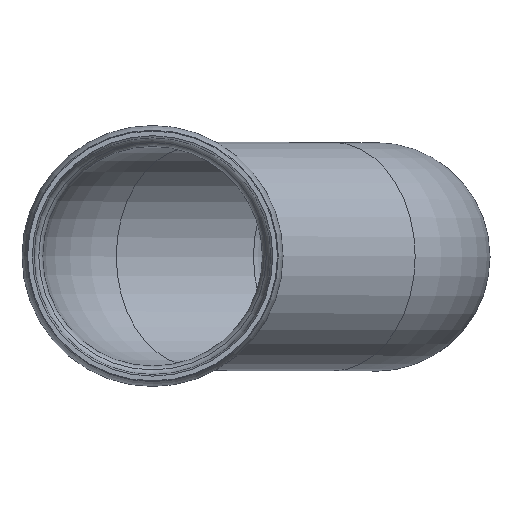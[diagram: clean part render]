
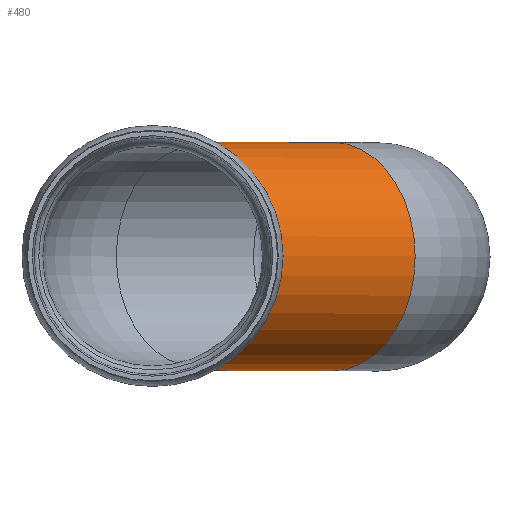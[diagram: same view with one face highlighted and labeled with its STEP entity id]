
A CAD part, top view. The second image highlights one B-rep face of the part: STEP entity #480.
In plain terms, the highlighted cylindrical face has radius 665 mm (diameter 1330 mm), a full revolution.
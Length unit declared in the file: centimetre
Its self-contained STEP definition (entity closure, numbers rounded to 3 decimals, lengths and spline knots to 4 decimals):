
#42=CYLINDRICAL_SURFACE('',#568,66.5);
#70=FACE_OUTER_BOUND('',#101,.T.);
#101=EDGE_LOOP('',(#439,#440,#441,#442,#443));
#115=LINE('',#906,#128);
#128=VECTOR('',#756,66.5);
#184=CIRCLE('',#566,66.5);
#185=CIRCLE('',#567,66.5);
#186=CIRCLE('',#569,66.5);
#230=VERTEX_POINT('',#899);
#231=VERTEX_POINT('',#901);
#232=VERTEX_POINT('',#905);
#300=EDGE_CURVE('',#230,#231,#184,.T.);
#301=EDGE_CURVE('',#231,#230,#185,.T.);
#302=EDGE_CURVE('',#231,#232,#115,.T.);
#303=EDGE_CURVE('',#232,#232,#186,.T.);
#439=ORIENTED_EDGE('',*,*,#301,.F.);
#440=ORIENTED_EDGE('',*,*,#302,.T.);
#441=ORIENTED_EDGE('',*,*,#303,.T.);
#442=ORIENTED_EDGE('',*,*,#302,.F.);
#443=ORIENTED_EDGE('',*,*,#300,.F.);
#480=ADVANCED_FACE('',(#70),#42,.T.);
#566=AXIS2_PLACEMENT_3D('',#902,#750,#751);
#567=AXIS2_PLACEMENT_3D('',#903,#752,#753);
#568=AXIS2_PLACEMENT_3D('',#904,#754,#755);
#569=AXIS2_PLACEMENT_3D('',#907,#757,#758);
#750=DIRECTION('center_axis',(-0.692,0.,0.722));
#751=DIRECTION('ref_axis',(0.722,0.,0.692));
#752=DIRECTION('center_axis',(-0.692,0.,0.722));
#753=DIRECTION('ref_axis',(0.722,0.,0.692));
#754=DIRECTION('center_axis',(-0.692,0.,0.722));
#755=DIRECTION('ref_axis',(0.722,0.,0.692));
#756=DIRECTION('',(0.692,0.,-0.722));
#757=DIRECTION('center_axis',(-0.692,0.,0.722));
#758=DIRECTION('ref_axis',(0.722,0.,0.692));
#899=CARTESIAN_POINT('',(-56.9558,0.,285.4842));
#901=CARTESIAN_POINT('',(-152.9185,0.,193.3963));
#902=CARTESIAN_POINT('Origin',(-104.9371,0.,239.4402));
#903=CARTESIAN_POINT('Origin',(-104.9371,0.,239.4402));
#904=CARTESIAN_POINT('Origin',(-25.0629,0.,156.2051));
#905=CARTESIAN_POINT('',(-73.0442,0.,110.1612));
#906=CARTESIAN_POINT('',(-73.0442,0.,110.1612));
#907=CARTESIAN_POINT('Origin',(-25.0629,0.,156.2051));
